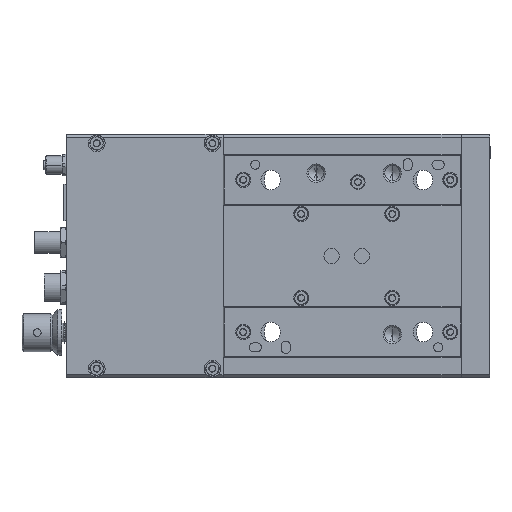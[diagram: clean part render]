
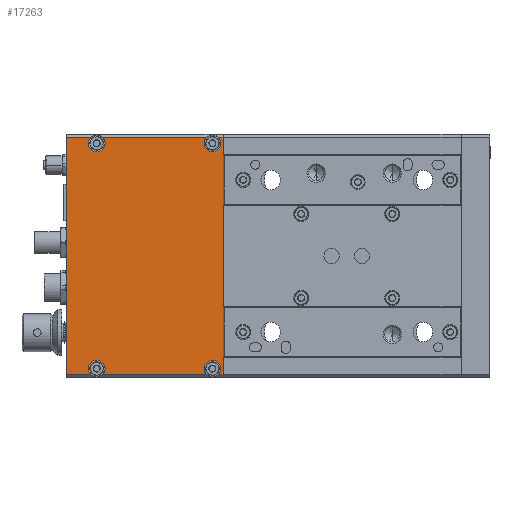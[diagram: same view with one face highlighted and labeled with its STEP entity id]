
A CAD part, front view. The second image highlights one B-rep face of the part: STEP entity #17263.
In plain terms, the highlighted planar face has unit normal (0, -1, 0).
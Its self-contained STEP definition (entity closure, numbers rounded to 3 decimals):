
#980 = CARTESIAN_POINT ( 'NONE',  ( -44.106, -11.57, -37. ) ) ;
#1125 = CARTESIAN_POINT ( 'NONE',  ( 37.554, -11.57, 39. ) ) ;
#1259 = CIRCLE ( 'NONE', #8310, 2.75 ) ;
#1763 = DIRECTION ( 'NONE',  ( 1., 0., 0. ) ) ;
#2021 = DIRECTION ( 'NONE',  ( 0., 0., -1. ) ) ;
#2531 = DIRECTION ( 'NONE',  ( 0., 0., 1. ) ) ;
#2990 = VERTEX_POINT ( 'NONE', #3783 ) ;
#3024 = CIRCLE ( 'NONE', #20580, 2.75 ) ;
#3623 = CARTESIAN_POINT ( 'NONE',  ( -44.106, -11.57, -34.25 ) ) ;
#3783 = CARTESIAN_POINT ( 'NONE',  ( -44.106, -11.57, 34.25 ) ) ;
#5878 = ORIENTED_EDGE ( 'NONE', *, *, #41083, .F. ) ;
#7658 = DIRECTION ( 'NONE',  ( 0., 0., -1. ) ) ;
#7867 = CARTESIAN_POINT ( 'NONE',  ( -42.219, -11.57, 39. ) ) ;
#8310 = AXIS2_PLACEMENT_3D ( 'NONE', #8416, #26005, #43298 ) ;
#8416 = CARTESIAN_POINT ( 'NONE',  ( -44.106, -11.57, -37. ) ) ;
#8627 = CARTESIAN_POINT ( 'NONE',  ( -82.106, -11.57, -37. ) ) ;
#9168 = VERTEX_POINT ( 'NONE', #45708 ) ;
#9174 = VECTOR ( 'NONE', #7658, 1000. ) ;
#9205 = VERTEX_POINT ( 'NONE', #50867 ) ;
#9552 = CARTESIAN_POINT ( 'NONE',  ( -45.993, -11.57, 39. ) ) ;
#9772 = CARTESIAN_POINT ( 'NONE',  ( -44.106, -11.57, 37. ) ) ;
#10091 = DIRECTION ( 'NONE',  ( 0., -1., 0. ) ) ;
#11869 = VECTOR ( 'NONE', #20821, 1000. ) ;
#12004 = EDGE_CURVE ( 'NONE', #2990, #69528, #30833, .T. ) ;
#12251 = VERTEX_POINT ( 'NONE', #32703 ) ;
#12386 = DIRECTION ( 'NONE',  ( 0., 0., -1. ) ) ;
#12479 = EDGE_CURVE ( 'NONE', #42746, #69528, #62011, .T. ) ;
#12731 = DIRECTION ( 'NONE',  ( 0., -1., 0. ) ) ;
#12875 = EDGE_CURVE ( 'NONE', #9168, #53296, #36238, .T. ) ;
#15479 = CARTESIAN_POINT ( 'NONE',  ( -83.993, -11.57, -39. ) ) ;
#16051 = CARTESIAN_POINT ( 'NONE',  ( 37.554, -11.57, -39. ) ) ;
#16337 = CIRCLE ( 'NONE', #45655, 2.75 ) ;
#16584 = VERTEX_POINT ( 'NONE', #18606 ) ;
#16971 = DIRECTION ( 'NONE',  ( 0., 0., -1. ) ) ;
#17263 = ADVANCED_FACE ( 'NONE', ( #37794 ), #63390, .F. ) ;
#17590 = DIRECTION ( 'NONE',  ( -1., 0., 0. ) ) ;
#17891 = VERTEX_POINT ( 'NONE', #48943 ) ;
#18606 = CARTESIAN_POINT ( 'NONE',  ( -42.219, -11.57, -39. ) ) ;
#19721 = VECTOR ( 'NONE', #27424, 1000. ) ;
#20580 = AXIS2_PLACEMENT_3D ( 'NONE', #35510, #30001, #12386 ) ;
#20821 = DIRECTION ( 'NONE',  ( -1., 0., 0. ) ) ;
#21549 = CARTESIAN_POINT ( 'NONE',  ( -40.606, -11.57, 39. ) ) ;
#23336 = DIRECTION ( 'NONE',  ( 0., -1., 0. ) ) ;
#23747 = ORIENTED_EDGE ( 'NONE', *, *, #37856, .T. ) ;
#24867 = CARTESIAN_POINT ( 'NONE',  ( 37.554, -11.57, -39. ) ) ;
#24900 = CIRCLE ( 'NONE', #40190, 2.75 ) ;
#25566 = ORIENTED_EDGE ( 'NONE', *, *, #49026, .T. ) ;
#26005 = DIRECTION ( 'NONE',  ( 0., -1., 0. ) ) ;
#26405 = LINE ( 'NONE', #42967, #44560 ) ;
#27328 = ORIENTED_EDGE ( 'NONE', *, *, #65278, .F. ) ;
#27424 = DIRECTION ( 'NONE',  ( 1., 0., 0. ) ) ;
#27636 = ORIENTED_EDGE ( 'NONE', *, *, #51326, .T. ) ;
#28191 = DIRECTION ( 'NONE',  ( 0., 1., 0. ) ) ;
#28977 = CIRCLE ( 'NONE', #60654, 2.75 ) ;
#29101 = EDGE_CURVE ( 'NONE', #12251, #54045, #16337, .T. ) ;
#29642 = DIRECTION ( 'NONE',  ( 0., 0., 1. ) ) ;
#30001 = DIRECTION ( 'NONE',  ( 0., -1., 0. ) ) ;
#30334 = VECTOR ( 'NONE', #17590, 1000. ) ;
#30689 = VERTEX_POINT ( 'NONE', #65976 ) ;
#30833 = CIRCLE ( 'NONE', #64878, 2.75 ) ;
#31169 = ORIENTED_EDGE ( 'NONE', *, *, #12004, .F. ) ;
#31664 = DIRECTION ( 'NONE',  ( 0., -1., 0. ) ) ;
#31875 = ORIENTED_EDGE ( 'NONE', *, *, #60244, .F. ) ;
#32098 = VERTEX_POINT ( 'NONE', #9552 ) ;
#32537 = VERTEX_POINT ( 'NONE', #3623 ) ;
#32554 = LINE ( 'NONE', #71882, #11869 ) ;
#32703 = CARTESIAN_POINT ( 'NONE',  ( -82.106, -11.57, 34.25 ) ) ;
#33677 = CARTESIAN_POINT ( 'NONE',  ( -80.219, -11.57, -39. ) ) ;
#34714 = DIRECTION ( 'NONE',  ( 0., 0., -1. ) ) ;
#34992 = EDGE_CURVE ( 'NONE', #58274, #9168, #62647, .T. ) ;
#35433 = ORIENTED_EDGE ( 'NONE', *, *, #49166, .F. ) ;
#35510 = CARTESIAN_POINT ( 'NONE',  ( -82.106, -11.57, -37. ) ) ;
#35812 = EDGE_CURVE ( 'NONE', #36804, #30689, #28977, .T. ) ;
#35863 = AXIS2_PLACEMENT_3D ( 'NONE', #39968, #28191, #29642 ) ;
#36238 = LINE ( 'NONE', #24867, #64666 ) ;
#36318 = DIRECTION ( 'NONE',  ( 1., 0., 0. ) ) ;
#36804 = VERTEX_POINT ( 'NONE', #33677 ) ;
#37794 = FACE_OUTER_BOUND ( 'NONE', #40113, .T. ) ;
#37856 = EDGE_CURVE ( 'NONE', #17891, #58274, #26405, .T. ) ;
#38250 = ORIENTED_EDGE ( 'NONE', *, *, #40771, .F. ) ;
#38747 = DIRECTION ( 'NONE',  ( 0., 0., -1. ) ) ;
#39968 = CARTESIAN_POINT ( 'NONE',  ( 37.554, -11.57, 16.7 ) ) ;
#40113 = EDGE_LOOP ( 'NONE', ( #68197, #69533, #35433, #63891, #27636, #31875, #27328, #25566, #59106, #71920, #31169, #38250, #63733, #53996, #5878, #23747 ) ) ;
#40190 = AXIS2_PLACEMENT_3D ( 'NONE', #9772, #66994, #38747 ) ;
#40695 = CARTESIAN_POINT ( 'NONE',  ( -92.106, -11.57, 40. ) ) ;
#40771 = EDGE_CURVE ( 'NONE', #32098, #2990, #24900, .T. ) ;
#41083 = EDGE_CURVE ( 'NONE', #17891, #12251, #61256, .T. ) ;
#41869 = LINE ( 'NONE', #64211, #62678 ) ;
#42170 = CARTESIAN_POINT ( 'NONE',  ( -40.606, -11.57, 40. ) ) ;
#42746 = VERTEX_POINT ( 'NONE', #21549 ) ;
#42967 = CARTESIAN_POINT ( 'NONE',  ( 37.554, -11.57, 39. ) ) ;
#43025 = VERTEX_POINT ( 'NONE', #58944 ) ;
#43298 = DIRECTION ( 'NONE',  ( 0., 0., -1. ) ) ;
#43786 = AXIS2_PLACEMENT_3D ( 'NONE', #66543, #31664, #54104 ) ;
#44560 = VECTOR ( 'NONE', #54325, 1000. ) ;
#45655 = AXIS2_PLACEMENT_3D ( 'NONE', #61917, #12731, #57517 ) ;
#45708 = CARTESIAN_POINT ( 'NONE',  ( -92.106, -11.57, -39. ) ) ;
#48943 = CARTESIAN_POINT ( 'NONE',  ( -83.993, -11.57, 39. ) ) ;
#49026 = EDGE_CURVE ( 'NONE', #16584, #43025, #41869, .T. ) ;
#49166 = EDGE_CURVE ( 'NONE', #30689, #53296, #3024, .T. ) ;
#50867 = CARTESIAN_POINT ( 'NONE',  ( -45.993, -11.57, -39. ) ) ;
#51326 = EDGE_CURVE ( 'NONE', #36804, #9205, #71175, .T. ) ;
#53296 = VERTEX_POINT ( 'NONE', #15479 ) ;
#53996 = ORIENTED_EDGE ( 'NONE', *, *, #29101, .F. ) ;
#54045 = VERTEX_POINT ( 'NONE', #64300 ) ;
#54104 = DIRECTION ( 'NONE',  ( 0., 0., -1. ) ) ;
#54147 = CIRCLE ( 'NONE', #62296, 2.75 ) ;
#54325 = DIRECTION ( 'NONE',  ( -1., 0., 0. ) ) ;
#57517 = DIRECTION ( 'NONE',  ( 0., 0., -1. ) ) ;
#58274 = VERTEX_POINT ( 'NONE', #65086 ) ;
#58944 = CARTESIAN_POINT ( 'NONE',  ( -40.606, -11.57, -39. ) ) ;
#59106 = ORIENTED_EDGE ( 'NONE', *, *, #65060, .T. ) ;
#60244 = EDGE_CURVE ( 'NONE', #32537, #9205, #1259, .T. ) ;
#60654 = AXIS2_PLACEMENT_3D ( 'NONE', #8627, #64765, #2021 ) ;
#61256 = CIRCLE ( 'NONE', #43786, 2.75 ) ;
#61917 = CARTESIAN_POINT ( 'NONE',  ( -82.106, -11.57, 37. ) ) ;
#62011 = LINE ( 'NONE', #1125, #30334 ) ;
#62296 = AXIS2_PLACEMENT_3D ( 'NONE', #980, #23336, #34714 ) ;
#62647 = LINE ( 'NONE', #40695, #9174 ) ;
#62678 = VECTOR ( 'NONE', #36318, 1000. ) ;
#63390 = PLANE ( 'NONE',  #35863 ) ;
#63733 = ORIENTED_EDGE ( 'NONE', *, *, #65138, .T. ) ;
#63891 = ORIENTED_EDGE ( 'NONE', *, *, #35812, .F. ) ;
#64154 = LINE ( 'NONE', #42170, #66967 ) ;
#64211 = CARTESIAN_POINT ( 'NONE',  ( 37.554, -11.57, -39. ) ) ;
#64300 = CARTESIAN_POINT ( 'NONE',  ( -80.219, -11.57, 39. ) ) ;
#64666 = VECTOR ( 'NONE', #1763, 1000. ) ;
#64765 = DIRECTION ( 'NONE',  ( 0., -1., 0. ) ) ;
#64878 = AXIS2_PLACEMENT_3D ( 'NONE', #67302, #10091, #16971 ) ;
#65060 = EDGE_CURVE ( 'NONE', #43025, #42746, #64154, .T. ) ;
#65086 = CARTESIAN_POINT ( 'NONE',  ( -92.106, -11.57, 39. ) ) ;
#65138 = EDGE_CURVE ( 'NONE', #32098, #54045, #32554, .T. ) ;
#65278 = EDGE_CURVE ( 'NONE', #16584, #32537, #54147, .T. ) ;
#65976 = CARTESIAN_POINT ( 'NONE',  ( -82.106, -11.57, -34.25 ) ) ;
#66543 = CARTESIAN_POINT ( 'NONE',  ( -82.106, -11.57, 37. ) ) ;
#66967 = VECTOR ( 'NONE', #2531, 1000. ) ;
#66994 = DIRECTION ( 'NONE',  ( 0., -1., 0. ) ) ;
#67302 = CARTESIAN_POINT ( 'NONE',  ( -44.106, -11.57, 37. ) ) ;
#68197 = ORIENTED_EDGE ( 'NONE', *, *, #34992, .T. ) ;
#69528 = VERTEX_POINT ( 'NONE', #7867 ) ;
#69533 = ORIENTED_EDGE ( 'NONE', *, *, #12875, .T. ) ;
#71175 = LINE ( 'NONE', #16051, #19721 ) ;
#71882 = CARTESIAN_POINT ( 'NONE',  ( 37.554, -11.57, 39. ) ) ;
#71920 = ORIENTED_EDGE ( 'NONE', *, *, #12479, .T. ) ;
